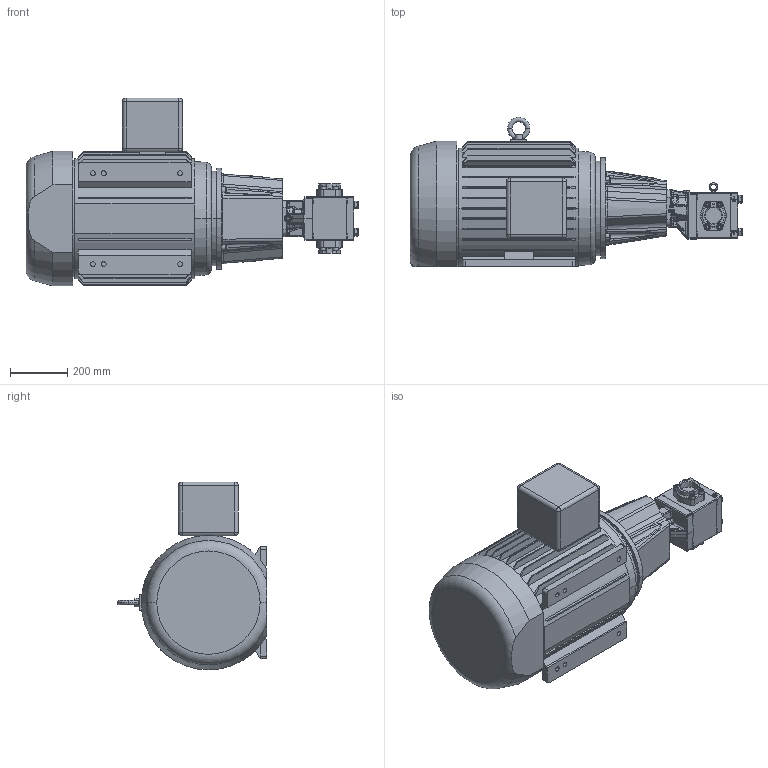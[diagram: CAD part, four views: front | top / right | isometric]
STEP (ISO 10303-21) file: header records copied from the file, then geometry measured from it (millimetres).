
FILE_DESCRIPTION (( 'STEP AP214' ), '1' );
FILE_NAME ('GPV-1013-042-U.STEP', '2021-08-18T18:12:28', ( '' ), ( '' ), 'SwSTEP 2.0', 'SolidWorks 2020', '' );
FILE_SCHEMA (( 'AUTOMOTIVE_DESIGN' ));
Length unit declared in the file: inch
Products named in the file (1): GPV-1013-042-U
Bounding box: 1159.95 x 521.28 x 656.08 mm (x, y, z)
Volume: 123105598.3 mm3; surface area: 2609308.4 mm2
Topology: 1 solids, 1 shells, 3732 faces, 9785 edges, 6313 vertices
Faces by surface type: plane 2070, bspline 981, cylinder 367, cone 240, sphere 40, torus 34
Entity records: 175888 total; most frequent: CARTESIAN_POINT 63764, ORIENTED_EDGE 19506, DIRECTION 13707, EDGE_CURVE 9753, VERTEX_POINT 6313, VECTOR 6057, LINE 6057, EDGE_LOOP 4046
